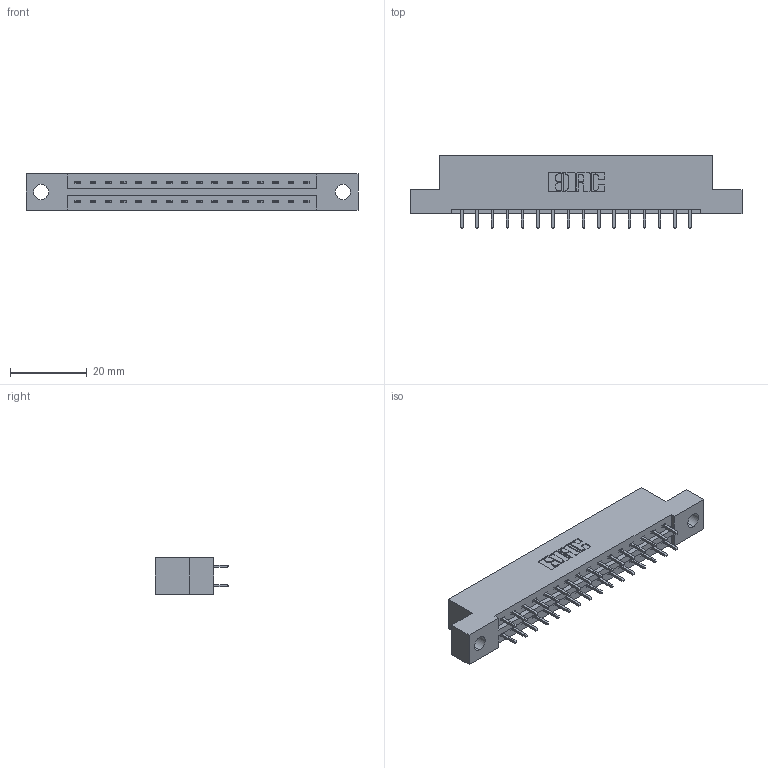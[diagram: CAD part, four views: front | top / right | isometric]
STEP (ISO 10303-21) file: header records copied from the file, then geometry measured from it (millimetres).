
FILE_DESCRIPTION (( 'STEP AP203' ), '1' );
FILE_NAME ('337-032-521-204.STEP', '2018-08-07T04:52:12', ( '' ), ( '' ), 'SwSTEP 2.0', 'SolidWorks 2016', '' );
FILE_SCHEMA (( 'CONFIG_CONTROL_DESIGN' ));
Length unit declared in the file: inch
Products named in the file (3): 337 Part_Flush Mounting Lugs - 0.156 Dia-TH; 345-292-001_345-293-121; 337-032-521-204
Assembly tree (33 placements, depth 2):
  337-032-521-204
    337 Part_Flush Mounting Lugs - 0.156 Dia-TH
    345-292-001_345-293-121  x32
Bounding box: 86.41 x 19.06 x 9.4 mm (x, y, z)
Volume: 8659.7 mm3; surface area: 9239.7 mm2
Topology: 33 solids, 33 shells, 1842 faces, 5463 edges, 3598 vertices
Faces by surface type: plane 1286, cylinder 556
Entity records: 15789 total; most frequent: CARTESIAN_POINT 2682, ORIENTED_EDGE 2618, DIRECTION 2329, EDGE_CURVE 1309, VECTOR 1181, LINE 1181, VERTEX_POINT 870, AXIS2_PLACEMENT_3D 574
